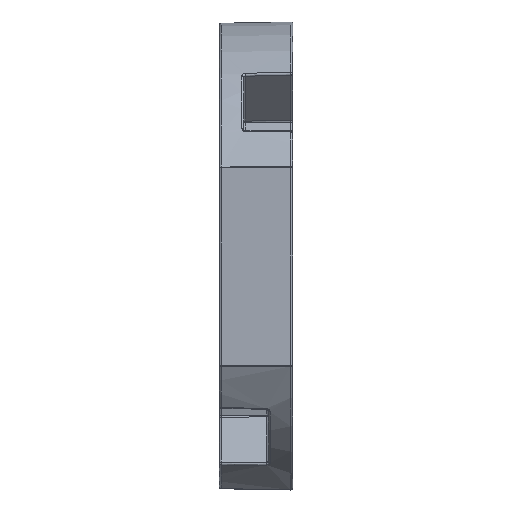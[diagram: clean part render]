
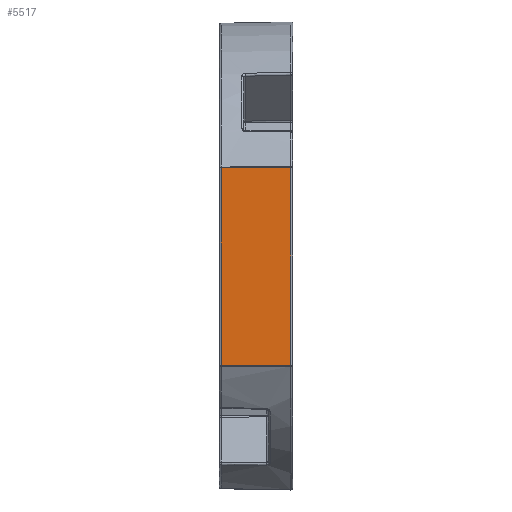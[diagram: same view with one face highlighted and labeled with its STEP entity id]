
A CAD part, left-side view. The second image highlights one B-rep face of the part: STEP entity #5517.
In plain terms, the highlighted planar face has unit normal (-1, 0.018, 0).
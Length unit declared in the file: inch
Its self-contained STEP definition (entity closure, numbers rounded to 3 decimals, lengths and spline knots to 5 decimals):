
#30 = CARTESIAN_POINT ( 'NONE',  ( 2.76633, 0.12839, 3.40109 ) ) ;
#185 = CARTESIAN_POINT ( 'NONE',  ( 2.76633, 0.12839, 4.41244 ) ) ;
#324 = CARTESIAN_POINT ( 'NONE',  ( 2.77046, 0.36517, 4.41156 ) ) ;
#478 = CARTESIAN_POINT ( 'NONE',  ( 2.76426, 0.01017, 0. ) ) ;
#668 = CARTESIAN_POINT ( 'NONE',  ( 2.76426, 0.01017, 3.40065 ) ) ;
#684 = EDGE_CURVE ( 'NONE', #725, #3747, #3479, .T. ) ;
#706 = CARTESIAN_POINT ( 'NONE',  ( 2.76426, 0.01017, 4.41288 ) ) ;
#725 = VERTEX_POINT ( 'NONE', #324 ) ;
#732 = VECTOR ( 'NONE', #1058, 39.37008 ) ;
#846 = DIRECTION ( 'NONE',  ( -1., 0.017, 0. ) ) ;
#947 = DIRECTION ( 'NONE',  ( 0., 0., 1. ) ) ;
#979 = ORIENTED_EDGE ( 'NONE', *, *, #684, .T. ) ;
#1058 = DIRECTION ( 'NONE',  ( 0., 0., -1. ) ) ;
#1098 = CARTESIAN_POINT ( 'NONE',  ( 2.76839, 0.24672, 3.40153 ) ) ;
#1333 = DIRECTION ( 'NONE',  ( -0.017, -1., 0. ) ) ;
#1429 = B_SPLINE_CURVE_WITH_KNOTS ( 'NONE', 3,
 ( #3454, #4689, #1098, #5263, #30, #2366, #668 ),
 .UNSPECIFIED., .F., .F.,
 ( 4, 3, 4 ),
 ( 0., 0.00451, 0.00902 ),
 .UNSPECIFIED. ) ;
#1742 = AXIS2_PLACEMENT_3D ( 'NONE', #3285, #846, #1333 ) ;
#1819 = B_SPLINE_CURVE_WITH_KNOTS ( 'NONE', 3,
 ( #706, #4448, #185, #2028, #2058, #5804, #4812 ),
 .UNSPECIFIED., .F., .F.,
 ( 4, 3, 4 ),
 ( 0., 0.0045, 0.00902 ),
 .UNSPECIFIED. ) ;
#1924 = FACE_OUTER_BOUND ( 'NONE', #3467, .T. ) ;
#2028 = CARTESIAN_POINT ( 'NONE',  ( 2.76736, 0.18749, 4.41222 ) ) ;
#2058 = CARTESIAN_POINT ( 'NONE',  ( 2.76839, 0.24672, 4.412 ) ) ;
#2079 = EDGE_CURVE ( 'NONE', #3549, #2503, #2389, .T. ) ;
#2204 = ORIENTED_EDGE ( 'NONE', *, *, #2079, .T. ) ;
#2366 = CARTESIAN_POINT ( 'NONE',  ( 2.7653, 0.06928, 3.40087 ) ) ;
#2367 = VECTOR ( 'NONE', #947, 39.37008 ) ;
#2389 = LINE ( 'NONE', #478, #2367 ) ;
#2503 = VERTEX_POINT ( 'NONE', #3699 ) ;
#3126 = CARTESIAN_POINT ( 'NONE',  ( 2.77046, 0.36517, 3.40197 ) ) ;
#3285 = CARTESIAN_POINT ( 'NONE',  ( 2.76409, 0., 0. ) ) ;
#3454 = CARTESIAN_POINT ( 'NONE',  ( 2.77046, 0.36517, 3.40197 ) ) ;
#3467 = EDGE_LOOP ( 'NONE', ( #4066, #2204, #4556, #979 ) ) ;
#3479 = LINE ( 'NONE', #5255, #732 ) ;
#3549 = VERTEX_POINT ( 'NONE', #4405 ) ;
#3699 = CARTESIAN_POINT ( 'NONE',  ( 2.76426, 0.01017, 4.41288 ) ) ;
#3747 = VERTEX_POINT ( 'NONE', #3126 ) ;
#4066 = ORIENTED_EDGE ( 'NONE', *, *, #4873, .T. ) ;
#4351 = EDGE_CURVE ( 'NONE', #2503, #725, #1819, .T. ) ;
#4405 = CARTESIAN_POINT ( 'NONE',  ( 2.76426, 0.01017, 3.40065 ) ) ;
#4448 = CARTESIAN_POINT ( 'NONE',  ( 2.7653, 0.06928, 4.41266 ) ) ;
#4556 = ORIENTED_EDGE ( 'NONE', *, *, #4351, .T. ) ;
#4689 = CARTESIAN_POINT ( 'NONE',  ( 2.76943, 0.30595, 3.40175 ) ) ;
#4812 = CARTESIAN_POINT ( 'NONE',  ( 2.77046, 0.36517, 4.41156 ) ) ;
#4873 = EDGE_CURVE ( 'NONE', #3747, #3549, #1429, .T. ) ;
#5255 = CARTESIAN_POINT ( 'NONE',  ( 2.77046, 0.36517, 3.39988 ) ) ;
#5263 = CARTESIAN_POINT ( 'NONE',  ( 2.76736, 0.18749, 3.40131 ) ) ;
#5517 = ADVANCED_FACE ( 'NONE', ( #1924 ), #6025, .T. ) ;
#5804 = CARTESIAN_POINT ( 'NONE',  ( 2.76943, 0.30595, 4.41178 ) ) ;
#6025 = PLANE ( 'NONE',  #1742 ) ;
